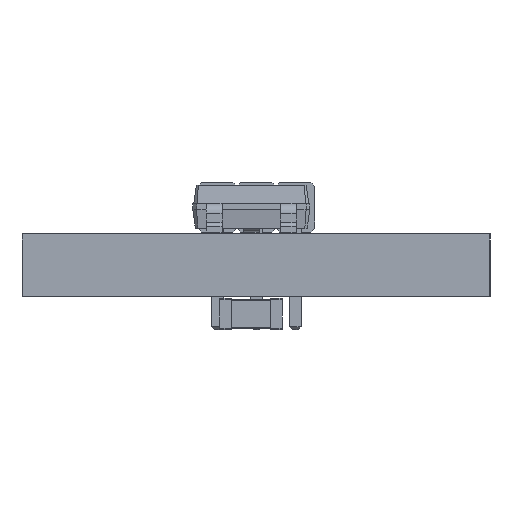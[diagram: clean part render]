
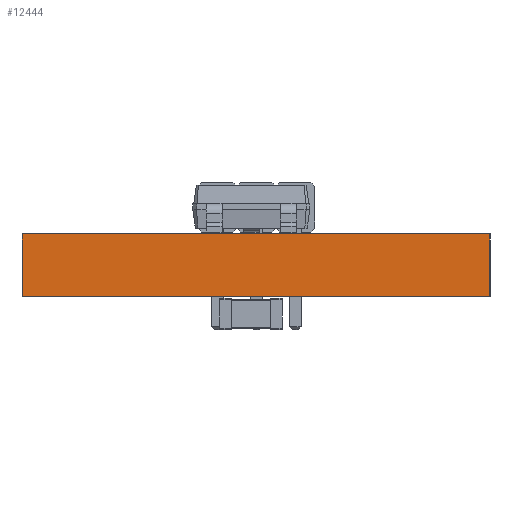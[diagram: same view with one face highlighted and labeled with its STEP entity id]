
A CAD part, left-side view. The second image highlights one B-rep face of the part: STEP entity #12444.
In plain terms, the highlighted planar face has unit normal (-1, 0, 0).
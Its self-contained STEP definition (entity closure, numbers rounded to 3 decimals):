
#12444 = ADVANCED_FACE('',(#12445),#12459,.F.);
#12445 = FACE_BOUND('',#12446,.F.);
#12446 = EDGE_LOOP('',(#12447,#12482,#12510,#12538));
#12447 = ORIENTED_EDGE('',*,*,#12448,.T.);
#12448 = EDGE_CURVE('',#12449,#12451,#12453,.T.);
#12449 = VERTEX_POINT('',#12450);
#12450 = CARTESIAN_POINT('',(-12.5,6.,0.));
#12451 = VERTEX_POINT('',#12452);
#12452 = CARTESIAN_POINT('',(-12.5,6.,1.6));
#12453 = SURFACE_CURVE('',#12454,(#12458,#12470),.PCURVE_S1.);
#12454 = LINE('',#12455,#12456);
#12455 = CARTESIAN_POINT('',(-12.5,6.,0.));
#12456 = VECTOR('',#12457,1.);
#12457 = DIRECTION('',(0.,0.,1.));
#12458 = PCURVE('',#12459,#12464);
#12459 = PLANE('',#12460);
#12460 = AXIS2_PLACEMENT_3D('',#12461,#12462,#12463);
#12461 = CARTESIAN_POINT('',(-12.5,6.,0.));
#12462 = DIRECTION('',(1.,0.,0.));
#12463 = DIRECTION('',(0.,-1.,0.));
#12464 = DEFINITIONAL_REPRESENTATION('',(#12465),#12469);
#12465 = LINE('',#12466,#12467);
#12466 = CARTESIAN_POINT('',(0.,0.));
#12467 = VECTOR('',#12468,1.);
#12468 = DIRECTION('',(0.,-1.));
#12469 = ( GEOMETRIC_REPRESENTATION_CONTEXT(2) 
PARAMETRIC_REPRESENTATION_CONTEXT() REPRESENTATION_CONTEXT('2D SPACE',''
  ) );
#12470 = PCURVE('',#12471,#12476);
#12471 = PLANE('',#12472);
#12472 = AXIS2_PLACEMENT_3D('',#12473,#12474,#12475);
#12473 = CARTESIAN_POINT('',(9.5,6.,0.));
#12474 = DIRECTION('',(0.,-1.,0.));
#12475 = DIRECTION('',(-1.,0.,0.));
#12476 = DEFINITIONAL_REPRESENTATION('',(#12477),#12481);
#12477 = LINE('',#12478,#12479);
#12478 = CARTESIAN_POINT('',(22.,0.));
#12479 = VECTOR('',#12480,1.);
#12480 = DIRECTION('',(0.,-1.));
#12481 = ( GEOMETRIC_REPRESENTATION_CONTEXT(2) 
PARAMETRIC_REPRESENTATION_CONTEXT() REPRESENTATION_CONTEXT('2D SPACE',''
  ) );
#12482 = ORIENTED_EDGE('',*,*,#12483,.T.);
#12483 = EDGE_CURVE('',#12451,#12484,#12486,.T.);
#12484 = VERTEX_POINT('',#12485);
#12485 = CARTESIAN_POINT('',(-12.5,-6.,1.6));
#12486 = SURFACE_CURVE('',#12487,(#12491,#12498),.PCURVE_S1.);
#12487 = LINE('',#12488,#12489);
#12488 = CARTESIAN_POINT('',(-12.5,6.,1.6));
#12489 = VECTOR('',#12490,1.);
#12490 = DIRECTION('',(0.,-1.,0.));
#12491 = PCURVE('',#12459,#12492);
#12492 = DEFINITIONAL_REPRESENTATION('',(#12493),#12497);
#12493 = LINE('',#12494,#12495);
#12494 = CARTESIAN_POINT('',(0.,-1.6));
#12495 = VECTOR('',#12496,1.);
#12496 = DIRECTION('',(1.,0.));
#12497 = ( GEOMETRIC_REPRESENTATION_CONTEXT(2) 
PARAMETRIC_REPRESENTATION_CONTEXT() REPRESENTATION_CONTEXT('2D SPACE',''
  ) );
#12498 = PCURVE('',#12499,#12504);
#12499 = PLANE('',#12500);
#12500 = AXIS2_PLACEMENT_3D('',#12501,#12502,#12503);
#12501 = CARTESIAN_POINT('',(-0.442,0.,1.6));
#12502 = DIRECTION('',(0.,0.,1.));
#12503 = DIRECTION('',(1.,0.,0.));
#12504 = DEFINITIONAL_REPRESENTATION('',(#12505),#12509);
#12505 = LINE('',#12506,#12507);
#12506 = CARTESIAN_POINT('',(-12.058,6.));
#12507 = VECTOR('',#12508,1.);
#12508 = DIRECTION('',(0.,-1.));
#12509 = ( GEOMETRIC_REPRESENTATION_CONTEXT(2) 
PARAMETRIC_REPRESENTATION_CONTEXT() REPRESENTATION_CONTEXT('2D SPACE',''
  ) );
#12510 = ORIENTED_EDGE('',*,*,#12511,.F.);
#12511 = EDGE_CURVE('',#12512,#12484,#12514,.T.);
#12512 = VERTEX_POINT('',#12513);
#12513 = CARTESIAN_POINT('',(-12.5,-6.,0.));
#12514 = SURFACE_CURVE('',#12515,(#12519,#12526),.PCURVE_S1.);
#12515 = LINE('',#12516,#12517);
#12516 = CARTESIAN_POINT('',(-12.5,-6.,0.));
#12517 = VECTOR('',#12518,1.);
#12518 = DIRECTION('',(0.,0.,1.));
#12519 = PCURVE('',#12459,#12520);
#12520 = DEFINITIONAL_REPRESENTATION('',(#12521),#12525);
#12521 = LINE('',#12522,#12523);
#12522 = CARTESIAN_POINT('',(12.,0.));
#12523 = VECTOR('',#12524,1.);
#12524 = DIRECTION('',(0.,-1.));
#12525 = ( GEOMETRIC_REPRESENTATION_CONTEXT(2) 
PARAMETRIC_REPRESENTATION_CONTEXT() REPRESENTATION_CONTEXT('2D SPACE',''
  ) );
#12526 = PCURVE('',#12527,#12532);
#12527 = PLANE('',#12528);
#12528 = AXIS2_PLACEMENT_3D('',#12529,#12530,#12531);
#12529 = CARTESIAN_POINT('',(-12.5,-6.,0.));
#12530 = DIRECTION('',(0.,1.,0.));
#12531 = DIRECTION('',(1.,0.,0.));
#12532 = DEFINITIONAL_REPRESENTATION('',(#12533),#12537);
#12533 = LINE('',#12534,#12535);
#12534 = CARTESIAN_POINT('',(0.,0.));
#12535 = VECTOR('',#12536,1.);
#12536 = DIRECTION('',(0.,-1.));
#12537 = ( GEOMETRIC_REPRESENTATION_CONTEXT(2) 
PARAMETRIC_REPRESENTATION_CONTEXT() REPRESENTATION_CONTEXT('2D SPACE',''
  ) );
#12538 = ORIENTED_EDGE('',*,*,#12539,.F.);
#12539 = EDGE_CURVE('',#12449,#12512,#12540,.T.);
#12540 = SURFACE_CURVE('',#12541,(#12545,#12552),.PCURVE_S1.);
#12541 = LINE('',#12542,#12543);
#12542 = CARTESIAN_POINT('',(-12.5,6.,0.));
#12543 = VECTOR('',#12544,1.);
#12544 = DIRECTION('',(0.,-1.,0.));
#12545 = PCURVE('',#12459,#12546);
#12546 = DEFINITIONAL_REPRESENTATION('',(#12547),#12551);
#12547 = LINE('',#12548,#12549);
#12548 = CARTESIAN_POINT('',(0.,0.));
#12549 = VECTOR('',#12550,1.);
#12550 = DIRECTION('',(1.,0.));
#12551 = ( GEOMETRIC_REPRESENTATION_CONTEXT(2) 
PARAMETRIC_REPRESENTATION_CONTEXT() REPRESENTATION_CONTEXT('2D SPACE',''
  ) );
#12552 = PCURVE('',#12553,#12558);
#12553 = PLANE('',#12554);
#12554 = AXIS2_PLACEMENT_3D('',#12555,#12556,#12557);
#12555 = CARTESIAN_POINT('',(-0.442,0.,0.));
#12556 = DIRECTION('',(0.,0.,1.));
#12557 = DIRECTION('',(1.,0.,0.));
#12558 = DEFINITIONAL_REPRESENTATION('',(#12559),#12563);
#12559 = LINE('',#12560,#12561);
#12560 = CARTESIAN_POINT('',(-12.058,6.));
#12561 = VECTOR('',#12562,1.);
#12562 = DIRECTION('',(0.,-1.));
#12563 = ( GEOMETRIC_REPRESENTATION_CONTEXT(2) 
PARAMETRIC_REPRESENTATION_CONTEXT() REPRESENTATION_CONTEXT('2D SPACE',''
  ) );
